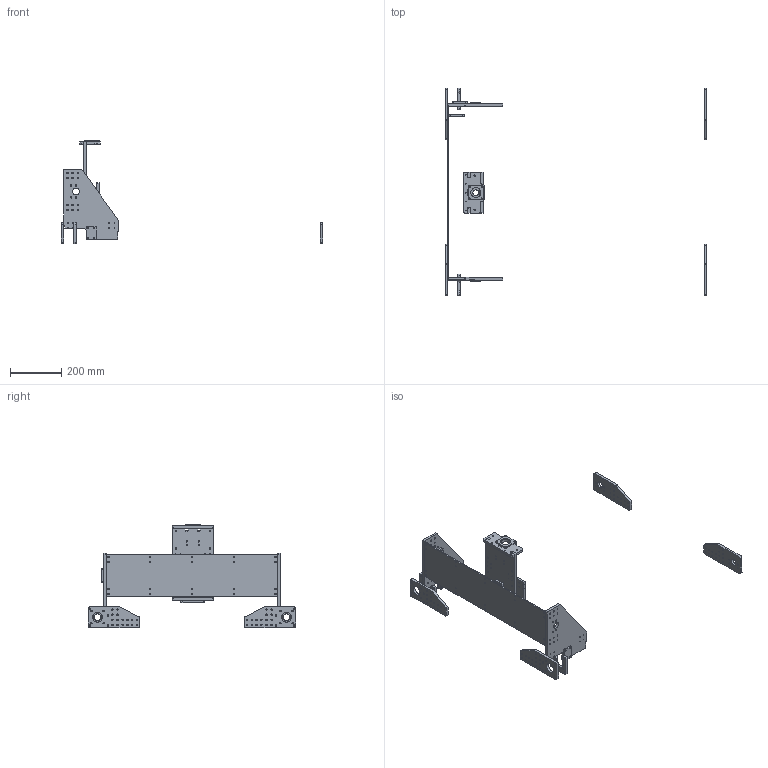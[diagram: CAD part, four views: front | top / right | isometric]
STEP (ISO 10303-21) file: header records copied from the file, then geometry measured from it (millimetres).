
FILE_DESCRIPTION(/* description */ (''),/* implementation_level */ '2;1');
FILE_NAME(/* name */ 'Cindymill_Plates.step',/* time_stamp */ '2021-07-11T18:55:32+02:00',/* author */ (''),/* organization */ (''),/* preprocessor_version */ 'ST-DEVELOPER v18.1',/* originating_system */ 'Autodesk Translation Framework v10.9.0.1377',/* authorisation */ '');
FILE_SCHEMA (('AUTOMOTIVE_DESIGN { 1 0 10303 214 3 1 1 }'));
Length unit declared in the file: millimetre
Products named in the file (6): Cindymill; Frame; Portal; Z-Achse; Spindelhalter; NutBlock
Assembly tree (5 placements, depth 5):
  Cindymill
    Frame
    Portal
      Z-Achse
        Spindelhalter
          NutBlock
Bounding box: 1020 x 808.2 x 401.09 mm (x, y, z)
Volume: 2848280.4 mm3; surface area: 831725.7 mm2
Topology: 20 solids, 20 shells, 673 faces, 1887 edges, 1258 vertices
Faces by surface type: cylinder 463, plane 210
Full cylindrical faces by diameter (mm): 3.2 x61, 4.2 x8, 5 x20, 5.2 x194, 5.3 x4, 6.2 x24, 9 x4, 22.5 x1, 26 x3, 38.5 x6
Entity records: 23600 total; most frequent: DIRECTION 4181, CARTESIAN_POINT 3829, ORIENTED_EDGE 3774, EDGE_CURVE 1887, AXIS2_PLACEMENT_3D 1610, EDGE_LOOP 1323, VERTEX_POINT 1258, LINE 961
